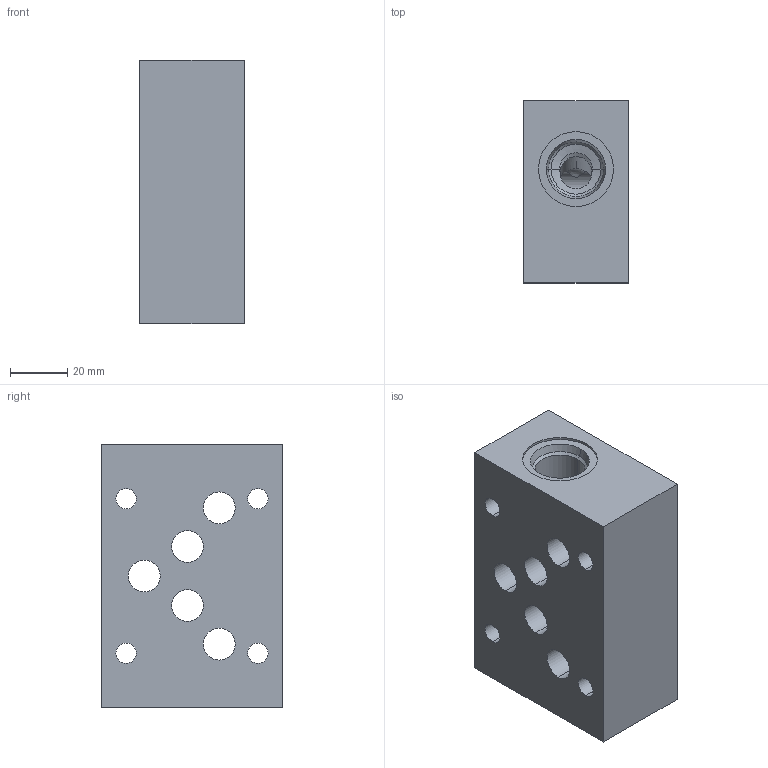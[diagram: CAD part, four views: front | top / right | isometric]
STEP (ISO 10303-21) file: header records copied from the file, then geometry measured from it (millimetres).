
FILE_DESCRIPTION((''),'2;1');
FILE_NAME('WGA_ASM','2020-01-09T',('ProEService'),(''),'PRO/ENGINEER BY PARAMETRIC TECHNOLOGY CORPORATION, 2014200','PRO/ENGINEER BY PARAMETRIC TECHNOLOGY CORPORATION, 2014200','');
FILE_SCHEMA(('CONFIG_CONTROL_DESIGN'));
Length unit declared in the file: inch
Products named in the file (2): 153-171; WGA_ASM
Assembly tree (1 placements, depth 2):
  WGA_ASM
    153-171
Bounding box: 36.53 x 63.5 x 92.08 mm (x, y, z)
Volume: 177474.8 mm3; surface area: 33925.8 mm2
Topology: 1 solids, 1 shells, 54 faces, 343 edges, 380 vertices
Faces by surface type: cylinder 30, cone 14, plane 8, sphere 2
Entity records: 3660 total; most frequent: CARTESIAN_POINT 1068, DIRECTION 532, ORIENTED_EDGE 350, VECTOR 238, LINE 238, EDGE_CURVE 175, TRIMMED_CURVE 168, AXIS2_PLACEMENT_3D 147
